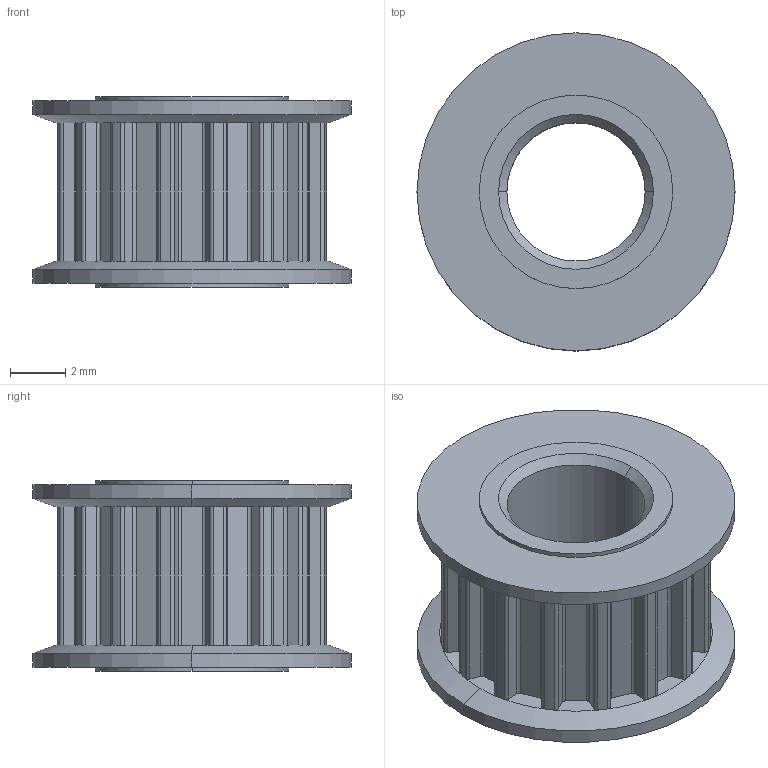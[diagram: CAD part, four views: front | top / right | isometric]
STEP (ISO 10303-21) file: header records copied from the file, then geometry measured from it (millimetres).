
FILE_DESCRIPTION (( 'STEP AP214' ), '1' );
FILE_NAME ('4333240000240.STEP', '2017-11-21T06:21:55', ( '13' ), ( '' ), 'SwSTEP 2.0', 'SolidWorks 2012', '' );
FILE_SCHEMA (( 'AUTOMOTIVE_DESIGN' ));
Length unit declared in the file: millimetre
Products named in the file (1): 4333240000240
Bounding box: 11.5 x 11.5 x 6.9 mm (x, y, z)
Volume: 355.5 mm3; surface area: 607.4 mm2
Topology: 1 solids, 1 shells, 152 faces, 430 edges, 284 vertices
Faces by surface type: cylinder 90, plane 54, cone 8
Entity records: 5036 total; most frequent: DIRECTION 924, CARTESIAN_POINT 867, ORIENTED_EDGE 860, EDGE_CURVE 430, AXIS2_PLACEMENT_3D 341, VERTEX_POINT 284, LINE 242, VECTOR 242
